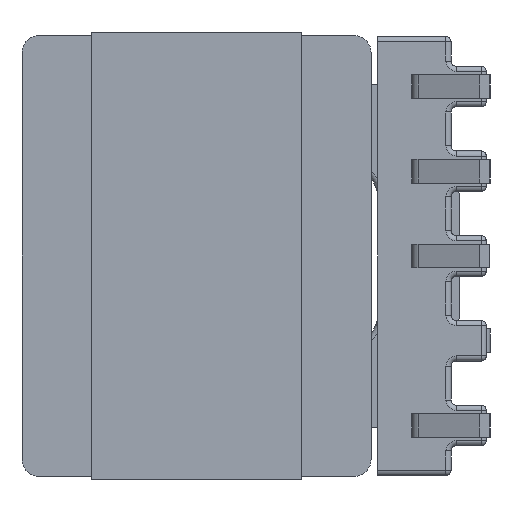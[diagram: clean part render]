
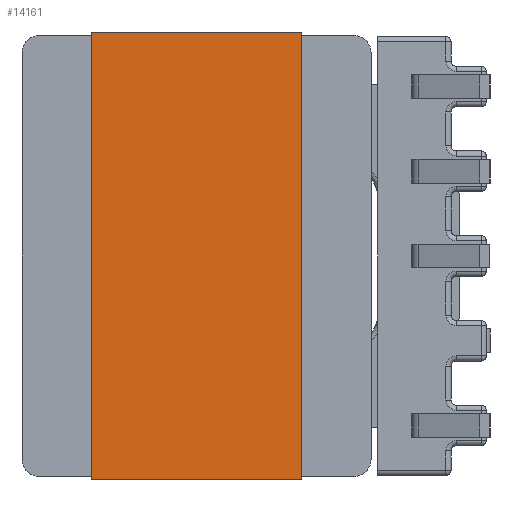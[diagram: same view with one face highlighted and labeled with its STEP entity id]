
A CAD part, left-side view. The second image highlights one B-rep face of the part: STEP entity #14161.
In plain terms, the highlighted face is planar.
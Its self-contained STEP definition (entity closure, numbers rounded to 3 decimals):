
#1319 = CARTESIAN_POINT ( 'NONE',  ( -0.1, -12.86, -6.22 ) ) ;
#1591 = VECTOR ( 'NONE', #8209, 1000. ) ;
#1686 = VERTEX_POINT ( 'NONE', #1319 ) ;
#2217 = VERTEX_POINT ( 'NONE', #14357 ) ;
#2309 = CARTESIAN_POINT ( 'NONE',  ( 13.1, -12.86, 0. ) ) ;
#2519 = DIRECTION ( 'NONE',  ( 0., -1., 0. ) ) ;
#2861 = LINE ( 'NONE', #4103, #14308 ) ;
#3160 = ORIENTED_EDGE ( 'NONE', *, *, #4410, .F. ) ;
#3395 = ORIENTED_EDGE ( 'NONE', *, *, #7140, .T. ) ;
#3542 = DIRECTION ( 'NONE',  ( 0., 0., 1. ) ) ;
#3670 = VECTOR ( 'NONE', #10327, 1000. ) ;
#4103 = CARTESIAN_POINT ( 'NONE',  ( 13.1, -12.86, -6.22 ) ) ;
#4228 = CARTESIAN_POINT ( 'NONE',  ( -0.1, -12.86, 0. ) ) ;
#4268 = VERTEX_POINT ( 'NONE', #2309 ) ;
#4299 = CARTESIAN_POINT ( 'NONE',  ( -0.1, -12.86, 0. ) ) ;
#4398 = ORIENTED_EDGE ( 'NONE', *, *, #7548, .F. ) ;
#4410 = EDGE_CURVE ( 'NONE', #12736, #4268, #5778, .T. ) ;
#5778 = LINE ( 'NONE', #4299, #3670 ) ;
#7140 = EDGE_CURVE ( 'NONE', #1686, #2217, #9797, .T. ) ;
#7191 = DIRECTION ( 'NONE',  ( 0., 0., 1. ) ) ;
#7548 = EDGE_CURVE ( 'NONE', #1686, #12736, #12299, .T. ) ;
#8209 = DIRECTION ( 'NONE',  ( 1., 0., 0. ) ) ;
#9005 = AXIS2_PLACEMENT_3D ( 'NONE', #11482, #2519, #16253 ) ;
#9751 = EDGE_CURVE ( 'NONE', #2217, #4268, #2861, .T. ) ;
#9797 = LINE ( 'NONE', #14398, #1591 ) ;
#10327 = DIRECTION ( 'NONE',  ( 1., 0., 0. ) ) ;
#11482 = CARTESIAN_POINT ( 'NONE',  ( -0.1, -12.86, -6.22 ) ) ;
#11804 = ORIENTED_EDGE ( 'NONE', *, *, #9751, .T. ) ;
#11926 = FACE_OUTER_BOUND ( 'NONE', #13696, .T. ) ;
#12299 = LINE ( 'NONE', #18413, #18110 ) ;
#12736 = VERTEX_POINT ( 'NONE', #4228 ) ;
#13157 = PLANE ( 'NONE',  #9005 ) ;
#13696 = EDGE_LOOP ( 'NONE', ( #3160, #4398, #3395, #11804 ) ) ;
#14161 = ADVANCED_FACE ( 'NONE', ( #11926 ), #13157, .T. ) ;
#14308 = VECTOR ( 'NONE', #7191, 1000. ) ;
#14357 = CARTESIAN_POINT ( 'NONE',  ( 13.1, -12.86, -6.22 ) ) ;
#14398 = CARTESIAN_POINT ( 'NONE',  ( -0.1, -12.86, -6.22 ) ) ;
#16253 = DIRECTION ( 'NONE',  ( 0., 0., -1. ) ) ;
#18110 = VECTOR ( 'NONE', #3542, 1000. ) ;
#18413 = CARTESIAN_POINT ( 'NONE',  ( -0.1, -12.86, -6.22 ) ) ;
